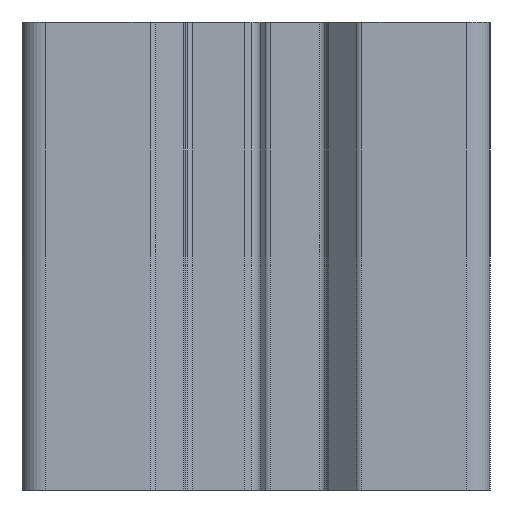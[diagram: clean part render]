
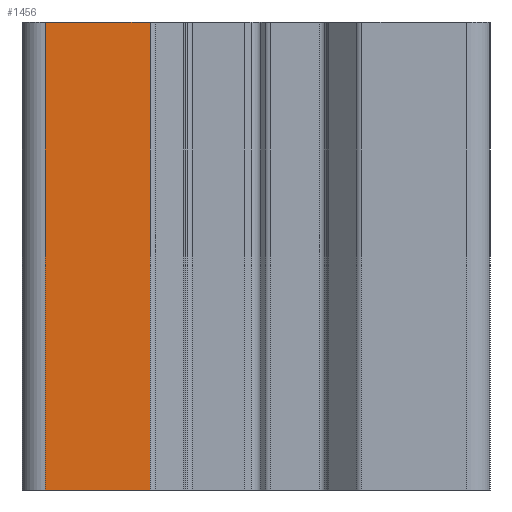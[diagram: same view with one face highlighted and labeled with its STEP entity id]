
A CAD part, left-side view. The second image highlights one B-rep face of the part: STEP entity #1456.
In plain terms, the highlighted planar face has unit normal (-1, 0, 0).
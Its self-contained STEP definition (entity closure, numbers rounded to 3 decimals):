
#59 = VECTOR ( 'NONE', #4137, 1000. ) ;
#474 = VECTOR ( 'NONE', #4482, 1000. ) ;
#535 = VECTOR ( 'NONE', #2777, 1000. ) ;
#1015 = EDGE_CURVE ( 'NONE', #2997, #4747, #5292, .T. ) ;
#1100 = ORIENTED_EDGE ( 'NONE', *, *, #9053, .T. ) ;
#1456 = ADVANCED_FACE ( 'NONE', ( #5456 ), #4467, .T. ) ;
#2076 = CARTESIAN_POINT ( 'NONE',  ( -40., 0., 20. ) ) ;
#2199 = VECTOR ( 'NONE', #11526, 1000. ) ;
#2322 = VERTEX_POINT ( 'NONE', #4041 ) ;
#2435 = AXIS2_PLACEMENT_3D ( 'NONE', #9043, #4345, #2549 ) ;
#2549 = DIRECTION ( 'NONE',  ( 0., 0., 1. ) ) ;
#2721 = LINE ( 'NONE', #6489, #535 ) ;
#2777 = DIRECTION ( 'NONE',  ( 0., 0., -1. ) ) ;
#2997 = VERTEX_POINT ( 'NONE', #5435 ) ;
#3527 = ORIENTED_EDGE ( 'NONE', *, *, #9273, .F. ) ;
#3776 = CARTESIAN_POINT ( 'NONE',  ( -40., 9., 0. ) ) ;
#4041 = CARTESIAN_POINT ( 'NONE',  ( -40., 9., 20. ) ) ;
#4137 = DIRECTION ( 'NONE',  ( 0., 1., 0. ) ) ;
#4345 = DIRECTION ( 'NONE',  ( -1., 0., 0. ) ) ;
#4467 = PLANE ( 'NONE',  #2435 ) ;
#4482 = DIRECTION ( 'NONE',  ( 0., 0., 1. ) ) ;
#4519 = EDGE_LOOP ( 'NONE', ( #3527, #4974, #5838, #1100 ) ) ;
#4747 = VERTEX_POINT ( 'NONE', #6552 ) ;
#4974 = ORIENTED_EDGE ( 'NONE', *, *, #1015, .T. ) ;
#5067 = LINE ( 'NONE', #10859, #59 ) ;
#5292 = LINE ( 'NONE', #6216, #474 ) ;
#5435 = CARTESIAN_POINT ( 'NONE',  ( -40., 4.524, 0. ) ) ;
#5456 = FACE_OUTER_BOUND ( 'NONE', #4519, .T. ) ;
#5838 = ORIENTED_EDGE ( 'NONE', *, *, #9606, .T. ) ;
#6216 = CARTESIAN_POINT ( 'NONE',  ( -40., 4.524, 20. ) ) ;
#6489 = CARTESIAN_POINT ( 'NONE',  ( -40., 9., 0. ) ) ;
#6552 = CARTESIAN_POINT ( 'NONE',  ( -40., 4.524, 20. ) ) ;
#9043 = CARTESIAN_POINT ( 'NONE',  ( -40., 0., 20. ) ) ;
#9053 = EDGE_CURVE ( 'NONE', #2322, #11332, #2721, .T. ) ;
#9273 = EDGE_CURVE ( 'NONE', #2997, #11332, #5067, .T. ) ;
#9606 = EDGE_CURVE ( 'NONE', #4747, #2322, #11282, .T. ) ;
#10859 = CARTESIAN_POINT ( 'NONE',  ( -40., 0., 0. ) ) ;
#11282 = LINE ( 'NONE', #2076, #2199 ) ;
#11332 = VERTEX_POINT ( 'NONE', #3776 ) ;
#11526 = DIRECTION ( 'NONE',  ( 0., 1., 0. ) ) ;
